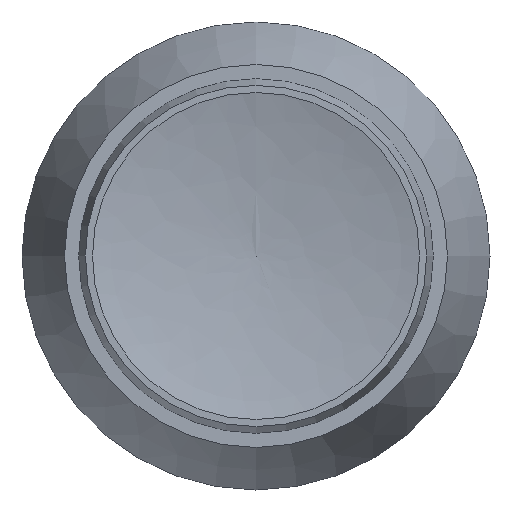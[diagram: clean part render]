
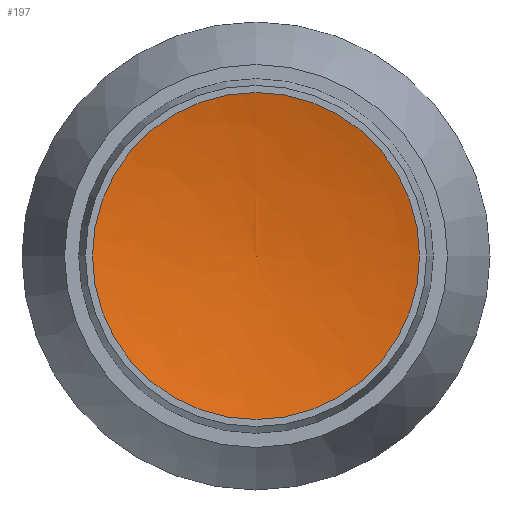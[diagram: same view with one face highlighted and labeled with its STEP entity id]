
A CAD part, front view. The second image highlights one B-rep face of the part: STEP entity #197.
In plain terms, the highlighted free-form (B-spline) face has degree [2, 2] with [3, 9] control points.
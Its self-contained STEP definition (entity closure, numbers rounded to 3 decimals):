
#18=(
BOUNDED_SURFACE()
B_SPLINE_SURFACE(2,2,((#388,#389,#390,#391,#392,#393,#394,#395,#396),(#397,
#398,#399,#400,#401,#402,#403,#404,#405),(#406,#407,#408,#409,#410,#411,
#412,#413,#414)),.UNSPECIFIED.,.F.,.T.,.F.)
B_SPLINE_SURFACE_WITH_KNOTS((3,3),(3,2,2,2,3),(-1.542,-1.311),
(-3.142,-1.571,0.,1.571,3.142),
 .UNSPECIFIED.)
GEOMETRIC_REPRESENTATION_ITEM()
RATIONAL_B_SPLINE_SURFACE(((1.,0.707,1.,0.707,1.,
0.707,1.,0.707,1.),(0.993,0.702,
0.993,0.702,0.993,0.702,
0.993,0.702,0.993),(1.,0.707,
1.,0.707,1.,0.707,1.,0.707,1.)))
REPRESENTATION_ITEM('')
SURFACE()
);
#37=FACE_OUTER_BOUND('',#51,.T.);
#51=EDGE_LOOP('',(#167,#168,#169,#170));
#71=CIRCLE('',#237,27.175);
#72=CIRCLE('',#238,27.175);
#73=CIRCLE('',#239,119.);
#95=VERTEX_POINT('',#383);
#96=VERTEX_POINT('',#385);
#97=VERTEX_POINT('',#415);
#121=EDGE_CURVE('',#96,#95,#71,.T.);
#122=EDGE_CURVE('',#95,#96,#72,.T.);
#123=EDGE_CURVE('',#95,#97,#73,.T.);
#167=ORIENTED_EDGE('',*,*,#121,.T.);
#168=ORIENTED_EDGE('',*,*,#123,.T.);
#169=ORIENTED_EDGE('',*,*,#123,.F.);
#170=ORIENTED_EDGE('',*,*,#122,.T.);
#197=ADVANCED_FACE('',(#37),#18,.T.);
#237=AXIS2_PLACEMENT_3D('',#386,#296,#297);
#238=AXIS2_PLACEMENT_3D('',#387,#298,#299);
#239=AXIS2_PLACEMENT_3D('',#416,#300,#301);
#296=DIRECTION('center_axis',(0.,-1.,0.));
#297=DIRECTION('ref_axis',(1.,0.,0.));
#298=DIRECTION('center_axis',(0.,-1.,0.));
#299=DIRECTION('ref_axis',(1.,0.,0.));
#300=DIRECTION('center_axis',(-1.,0.,0.));
#301=DIRECTION('ref_axis',(0.,0.,1.));
#383=CARTESIAN_POINT('',(0.,112.439,27.175));
#385=CARTESIAN_POINT('',(27.175,112.439,0.));
#386=CARTESIAN_POINT('Origin',(0.,112.439,0.));
#387=CARTESIAN_POINT('Origin',(0.,112.439,0.));
#388=CARTESIAN_POINT('Ctrl Pts',(0.,116.387,
0.));
#389=CARTESIAN_POINT('Ctrl Pts',(0.,116.387,0.));
#390=CARTESIAN_POINT('Ctrl Pts',(0.,116.387,0.));
#391=CARTESIAN_POINT('Ctrl Pts',(0.,116.387,0.));
#392=CARTESIAN_POINT('Ctrl Pts',(0.,116.387,
0.));
#393=CARTESIAN_POINT('Ctrl Pts',(0.,116.387,
0.));
#394=CARTESIAN_POINT('Ctrl Pts',(0.,116.387,
0.));
#395=CARTESIAN_POINT('Ctrl Pts',(0.,116.387,
0.));
#396=CARTESIAN_POINT('Ctrl Pts',(0.,116.387,
0.));
#397=CARTESIAN_POINT('Ctrl Pts',(0.,115.992,13.817));
#398=CARTESIAN_POINT('Ctrl Pts',(-13.817,115.992,13.817));
#399=CARTESIAN_POINT('Ctrl Pts',(-13.817,115.992,0.));
#400=CARTESIAN_POINT('Ctrl Pts',(-13.817,115.992,-13.817));
#401=CARTESIAN_POINT('Ctrl Pts',(0.,115.992,-13.817));
#402=CARTESIAN_POINT('Ctrl Pts',(13.817,115.992,-13.817));
#403=CARTESIAN_POINT('Ctrl Pts',(13.817,115.992,0.));
#404=CARTESIAN_POINT('Ctrl Pts',(13.817,115.992,13.817));
#405=CARTESIAN_POINT('Ctrl Pts',(0.,115.992,13.817));
#406=CARTESIAN_POINT('Ctrl Pts',(0.,112.439,
27.175));
#407=CARTESIAN_POINT('Ctrl Pts',(-27.175,112.439,27.175));
#408=CARTESIAN_POINT('Ctrl Pts',(-27.175,112.439,0.));
#409=CARTESIAN_POINT('Ctrl Pts',(-27.175,112.439,-27.175));
#410=CARTESIAN_POINT('Ctrl Pts',(0.,112.439,
-27.175));
#411=CARTESIAN_POINT('Ctrl Pts',(27.175,112.439,-27.175));
#412=CARTESIAN_POINT('Ctrl Pts',(27.175,112.439,0.));
#413=CARTESIAN_POINT('Ctrl Pts',(27.175,112.439,27.175));
#414=CARTESIAN_POINT('Ctrl Pts',(0.,112.439,
27.175));
#415=CARTESIAN_POINT('',(0.,116.387,0.));
#416=CARTESIAN_POINT('Origin',(0.,-2.564,-3.407));
